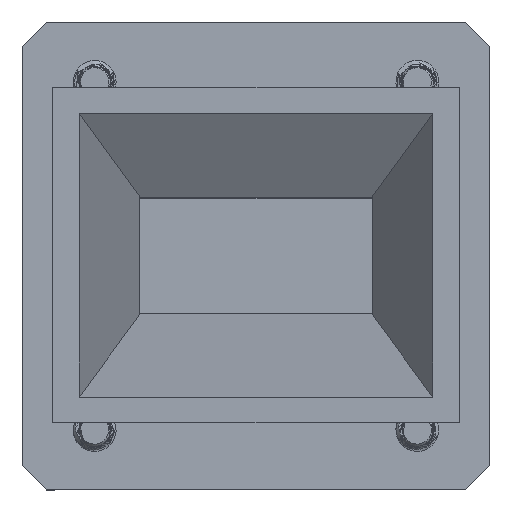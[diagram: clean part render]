
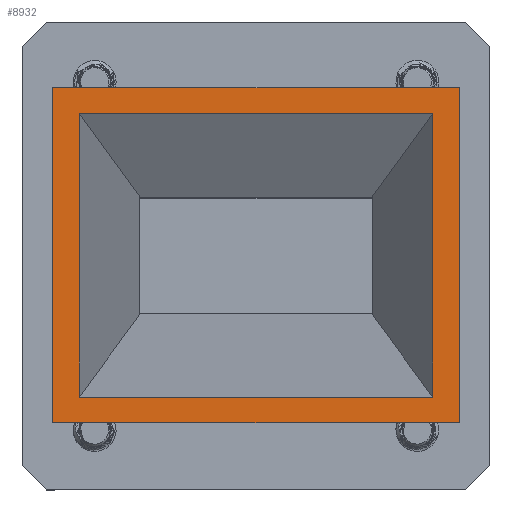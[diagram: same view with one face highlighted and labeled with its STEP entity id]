
A CAD part, top view. The second image highlights one B-rep face of the part: STEP entity #8932.
In plain terms, the highlighted planar face has unit normal (0, 0, 1).
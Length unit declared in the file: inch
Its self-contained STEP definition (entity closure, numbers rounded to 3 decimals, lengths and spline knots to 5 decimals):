
#79 = DIRECTION ( 'NONE',  ( 0., 0., 1. ) ) ;
#82 = EDGE_CURVE ( 'NONE', #7351, #16585, #13095, .T. ) ;
#404 = DIRECTION ( 'NONE',  ( 1., 0., 0. ) ) ;
#656 = CARTESIAN_POINT ( 'NONE',  ( -0.53944, -0.65436, 3.0185 ) ) ;
#1042 = VERTEX_POINT ( 'NONE', #5113 ) ;
#1336 = DIRECTION ( 'NONE',  ( 0., -1., 0. ) ) ;
#2032 = LINE ( 'NONE', #8856, #4395 ) ;
#2461 = VECTOR ( 'NONE', #15715, 39.37008 ) ;
#3398 = VECTOR ( 'NONE', #404, 39.37008 ) ;
#3501 = DIRECTION ( 'NONE',  ( -1., 0., 0. ) ) ;
#3716 = EDGE_CURVE ( 'NONE', #10421, #9603, #17233, .T. ) ;
#4002 = FACE_BOUND ( 'NONE', #4196, .T. ) ;
#4179 = PLANE ( 'NONE',  #4319 ) ;
#4196 = EDGE_LOOP ( 'NONE', ( #6952, #14635, #11933, #12606 ) ) ;
#4225 = CARTESIAN_POINT ( 'NONE',  ( -0.4575, -0.57, 3.0185 ) ) ;
#4319 = AXIS2_PLACEMENT_3D ( 'NONE', #16595, #79, #1336 ) ;
#4374 = EDGE_LOOP ( 'NONE', ( #10715, #8044, #14316, #13817 ) ) ;
#4395 = VECTOR ( 'NONE', #4827, 39.37008 ) ;
#4827 = DIRECTION ( 'NONE',  ( 0., 1., 0. ) ) ;
#4941 = CARTESIAN_POINT ( 'NONE',  ( 0., -0.65436, 3.0185 ) ) ;
#5113 = CARTESIAN_POINT ( 'NONE',  ( 0.4575, -0.57, 3.0185 ) ) ;
#5235 = CARTESIAN_POINT ( 'NONE',  ( 0., 0.65436, 3.0185 ) ) ;
#6922 = EDGE_CURVE ( 'NONE', #9778, #1042, #9806, .T. ) ;
#6952 = ORIENTED_EDGE ( 'NONE', *, *, #3716, .F. ) ;
#7265 = DIRECTION ( 'NONE',  ( 0., -1., 0. ) ) ;
#7351 = VERTEX_POINT ( 'NONE', #656 ) ;
#7543 = EDGE_CURVE ( 'NONE', #9603, #9778, #15357, .T. ) ;
#7912 = CARTESIAN_POINT ( 'NONE',  ( -0.4575, 0.57, 3.0185 ) ) ;
#8044 = ORIENTED_EDGE ( 'NONE', *, *, #16014, .T. ) ;
#8165 = EDGE_CURVE ( 'NONE', #1042, #10421, #2032, .T. ) ;
#8425 = CARTESIAN_POINT ( 'NONE',  ( -0.4575, 0., 3.0185 ) ) ;
#8485 = VECTOR ( 'NONE', #3501, 39.37008 ) ;
#8856 = CARTESIAN_POINT ( 'NONE',  ( 0.4575, 0., 3.0185 ) ) ;
#8932 = ADVANCED_FACE ( 'NONE', ( #16315, #4002 ), #4179, .T. ) ;
#9106 = CARTESIAN_POINT ( 'NONE',  ( -0.53944, 0.65436, 3.0185 ) ) ;
#9244 = VERTEX_POINT ( 'NONE', #9106 ) ;
#9421 = VECTOR ( 'NONE', #16060, 39.37008 ) ;
#9603 = VERTEX_POINT ( 'NONE', #7912 ) ;
#9778 = VERTEX_POINT ( 'NONE', #4225 ) ;
#9806 = LINE ( 'NONE', #14310, #3398 ) ;
#10421 = VERTEX_POINT ( 'NONE', #15872 ) ;
#10548 = VECTOR ( 'NONE', #13565, 39.37008 ) ;
#10715 = ORIENTED_EDGE ( 'NONE', *, *, #16890, .T. ) ;
#10928 = EDGE_CURVE ( 'NONE', #9244, #7351, #12484, .T. ) ;
#11432 = CARTESIAN_POINT ( 'NONE',  ( 0.53944, 0.65436, 3.0185 ) ) ;
#11933 = ORIENTED_EDGE ( 'NONE', *, *, #6922, .F. ) ;
#12484 = LINE ( 'NONE', #16722, #14968 ) ;
#12606 = ORIENTED_EDGE ( 'NONE', *, *, #7543, .F. ) ;
#12856 = VERTEX_POINT ( 'NONE', #11432 ) ;
#13095 = LINE ( 'NONE', #4941, #2461 ) ;
#13097 = CARTESIAN_POINT ( 'NONE',  ( 0., 0.57, 3.0185 ) ) ;
#13339 = LINE ( 'NONE', #16232, #9421 ) ;
#13565 = DIRECTION ( 'NONE',  ( -1., 0., 0. ) ) ;
#13817 = ORIENTED_EDGE ( 'NONE', *, *, #82, .T. ) ;
#13889 = CARTESIAN_POINT ( 'NONE',  ( 0.53944, -0.65436, 3.0185 ) ) ;
#14099 = DIRECTION ( 'NONE',  ( 0., -1., 0. ) ) ;
#14310 = CARTESIAN_POINT ( 'NONE',  ( 0., -0.57, 3.0185 ) ) ;
#14316 = ORIENTED_EDGE ( 'NONE', *, *, #10928, .T. ) ;
#14635 = ORIENTED_EDGE ( 'NONE', *, *, #8165, .F. ) ;
#14850 = LINE ( 'NONE', #5235, #10548 ) ;
#14968 = VECTOR ( 'NONE', #14099, 39.37008 ) ;
#15357 = LINE ( 'NONE', #8425, #16149 ) ;
#15715 = DIRECTION ( 'NONE',  ( 1., 0., 0. ) ) ;
#15872 = CARTESIAN_POINT ( 'NONE',  ( 0.4575, 0.57, 3.0185 ) ) ;
#16014 = EDGE_CURVE ( 'NONE', #12856, #9244, #14850, .T. ) ;
#16060 = DIRECTION ( 'NONE',  ( 0., 1., 0. ) ) ;
#16149 = VECTOR ( 'NONE', #7265, 39.37008 ) ;
#16232 = CARTESIAN_POINT ( 'NONE',  ( 0.53944, 0., 3.0185 ) ) ;
#16315 = FACE_OUTER_BOUND ( 'NONE', #4374, .T. ) ;
#16585 = VERTEX_POINT ( 'NONE', #13889 ) ;
#16595 = CARTESIAN_POINT ( 'NONE',  ( 0., 0., 3.0185 ) ) ;
#16722 = CARTESIAN_POINT ( 'NONE',  ( -0.53944, 0., 3.0185 ) ) ;
#16890 = EDGE_CURVE ( 'NONE', #16585, #12856, #13339, .T. ) ;
#17233 = LINE ( 'NONE', #13097, #8485 ) ;
